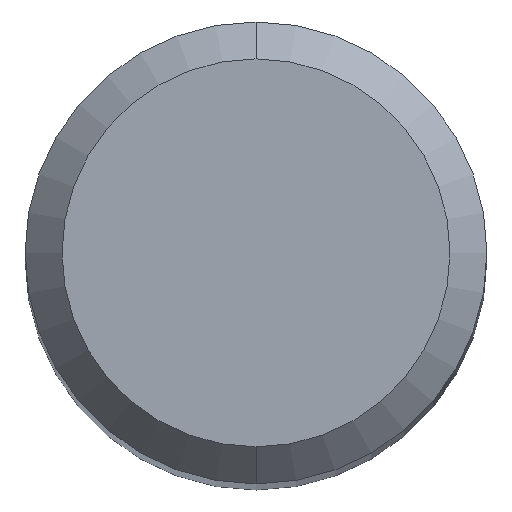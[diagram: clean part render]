
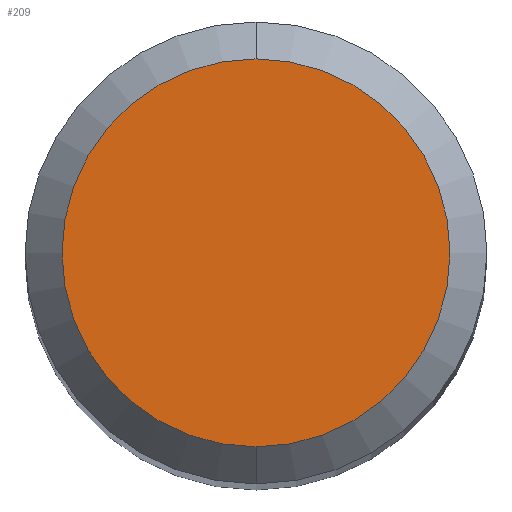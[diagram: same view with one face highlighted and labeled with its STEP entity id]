
A CAD part, top view. The second image highlights one B-rep face of the part: STEP entity #209.
In plain terms, the highlighted planar face has unit normal (0, 0, 1).
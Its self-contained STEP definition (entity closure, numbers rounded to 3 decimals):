
#209=ADVANCED_FACE('',(#518),#519,.T.);
#253=EDGE_CURVE('',#259,#315,#569,.T.);
#259=VERTEX_POINT('',#575);
#315=VERTEX_POINT('',#635);
#427=EDGE_CURVE('',#315,#259,#759,.T.);
#518=FACE_OUTER_BOUND('',#869,.T.);
#519=PLANE('',#870);
#569=CIRCLE('',#982,2.1);
#575=CARTESIAN_POINT('',(0.0,2.1,0.0));
#635=CARTESIAN_POINT('',(0.,-2.1,0.0));
#759=CIRCLE('',#1366,2.1);
#869=EDGE_LOOP('',(#1480,#1481));
#870=AXIS2_PLACEMENT_3D('',#1482,#1483,#1484);
#982=AXIS2_PLACEMENT_3D('',#1542,#1543,#1544);
#1366=AXIS2_PLACEMENT_3D('',#1751,#1752,#1753);
#1480=ORIENTED_EDGE('',*,*,#253,.F.);
#1481=ORIENTED_EDGE('',*,*,#427,.F.);
#1482=CARTESIAN_POINT('',(0.0,1.05,0.0));
#1483=DIRECTION('',(-0.0,0.0,1.0));
#1484=DIRECTION('',(0.0,-1.0,0.0));
#1542=CARTESIAN_POINT('',(0.0,0.0,0.0));
#1543=DIRECTION('',(0.0,0.0,-1.0));
#1544=DIRECTION('',(0.0,1.0,0.0));
#1751=CARTESIAN_POINT('',(0.0,0.0,0.0));
#1752=DIRECTION('',(0.0,0.0,-1.0));
#1753=DIRECTION('',(0.0,1.0,0.0));
